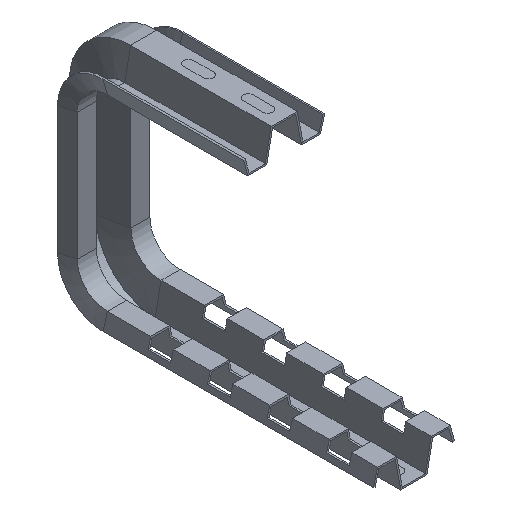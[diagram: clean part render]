
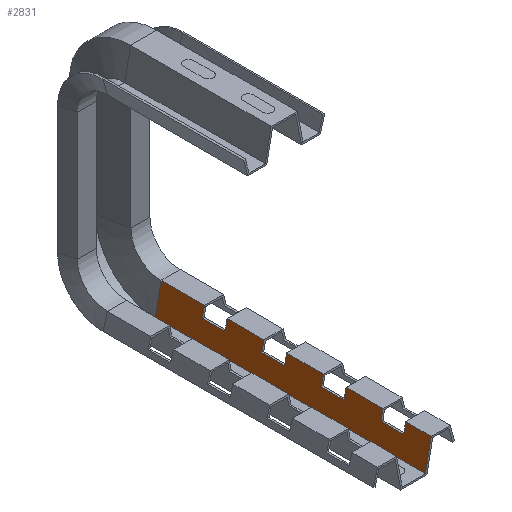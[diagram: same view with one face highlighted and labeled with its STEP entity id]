
A CAD part, isometric view. The second image highlights one B-rep face of the part: STEP entity #2831.
In plain terms, the highlighted planar face has unit normal (-0.982, 0, 0.191).
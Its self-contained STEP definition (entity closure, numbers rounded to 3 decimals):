
#105=FACE_OUTER_BOUND('',#251,.T.);
#251=EDGE_LOOP('',(#2101,#2102,#2103,#2104,#2105,#2106,#2107,#2108,#2109,
#2110,#2111,#2112,#2113,#2114,#2115,#2116,#2117,#2118,#2119,#2120));
#453=LINE('',#4080,#821);
#468=LINE('',#4108,#836);
#471=LINE('',#4114,#839);
#493=LINE('',#4160,#861);
#508=LINE('',#4188,#876);
#511=LINE('',#4194,#879);
#533=LINE('',#4240,#901);
#548=LINE('',#4268,#916);
#551=LINE('',#4274,#919);
#573=LINE('',#4320,#941);
#588=LINE('',#4348,#956);
#591=LINE('',#4354,#959);
#597=LINE('',#4364,#965);
#598=LINE('',#4366,#966);
#599=LINE('',#4368,#967);
#600=LINE('',#4370,#968);
#601=LINE('',#4372,#969);
#602=LINE('',#4373,#970);
#603=LINE('',#4374,#971);
#604=LINE('',#4375,#972);
#821=VECTOR('',#3268,1.);
#836=VECTOR('',#3291,1.);
#839=VECTOR('',#3296,1.);
#861=VECTOR('',#3324,1.);
#876=VECTOR('',#3347,1.);
#879=VECTOR('',#3352,1.);
#901=VECTOR('',#3380,1.);
#916=VECTOR('',#3403,1.);
#919=VECTOR('',#3408,1.);
#941=VECTOR('',#3436,1.);
#956=VECTOR('',#3459,1.);
#959=VECTOR('',#3464,1.);
#965=VECTOR('',#3472,1.);
#966=VECTOR('',#3473,1.);
#967=VECTOR('',#3474,1.);
#968=VECTOR('',#3475,1.);
#969=VECTOR('',#3476,1.);
#970=VECTOR('',#3477,1.);
#971=VECTOR('',#3478,1.);
#972=VECTOR('',#3479,1.);
#1205=VERTEX_POINT('',#4078);
#1206=VERTEX_POINT('',#4079);
#1215=VERTEX_POINT('',#4107);
#1217=VERTEX_POINT('',#4113);
#1237=VERTEX_POINT('',#4158);
#1238=VERTEX_POINT('',#4159);
#1247=VERTEX_POINT('',#4187);
#1249=VERTEX_POINT('',#4193);
#1269=VERTEX_POINT('',#4238);
#1270=VERTEX_POINT('',#4239);
#1279=VERTEX_POINT('',#4267);
#1281=VERTEX_POINT('',#4273);
#1301=VERTEX_POINT('',#4318);
#1302=VERTEX_POINT('',#4319);
#1311=VERTEX_POINT('',#4347);
#1313=VERTEX_POINT('',#4353);
#1317=VERTEX_POINT('',#4365);
#1318=VERTEX_POINT('',#4367);
#1319=VERTEX_POINT('',#4369);
#1320=VERTEX_POINT('',#4371);
#1493=EDGE_CURVE('',#1205,#1206,#453,.T.);
#1508=EDGE_CURVE('',#1215,#1205,#468,.T.);
#1511=EDGE_CURVE('',#1217,#1215,#471,.T.);
#1533=EDGE_CURVE('',#1237,#1238,#493,.T.);
#1548=EDGE_CURVE('',#1247,#1237,#508,.T.);
#1551=EDGE_CURVE('',#1249,#1247,#511,.T.);
#1573=EDGE_CURVE('',#1269,#1270,#533,.T.);
#1588=EDGE_CURVE('',#1279,#1269,#548,.T.);
#1591=EDGE_CURVE('',#1281,#1279,#551,.T.);
#1613=EDGE_CURVE('',#1301,#1302,#573,.T.);
#1628=EDGE_CURVE('',#1311,#1301,#588,.T.);
#1631=EDGE_CURVE('',#1313,#1311,#591,.T.);
#1637=EDGE_CURVE('',#1206,#1313,#597,.T.);
#1638=EDGE_CURVE('',#1302,#1317,#598,.T.);
#1639=EDGE_CURVE('',#1318,#1317,#599,.T.);
#1640=EDGE_CURVE('',#1319,#1318,#600,.T.);
#1641=EDGE_CURVE('',#1320,#1319,#601,.T.);
#1642=EDGE_CURVE('',#1320,#1249,#602,.T.);
#1643=EDGE_CURVE('',#1238,#1281,#603,.T.);
#1644=EDGE_CURVE('',#1270,#1217,#604,.T.);
#2101=ORIENTED_EDGE('',*,*,#1511,.T.);
#2102=ORIENTED_EDGE('',*,*,#1508,.T.);
#2103=ORIENTED_EDGE('',*,*,#1493,.T.);
#2104=ORIENTED_EDGE('',*,*,#1637,.T.);
#2105=ORIENTED_EDGE('',*,*,#1631,.T.);
#2106=ORIENTED_EDGE('',*,*,#1628,.T.);
#2107=ORIENTED_EDGE('',*,*,#1613,.T.);
#2108=ORIENTED_EDGE('',*,*,#1638,.T.);
#2109=ORIENTED_EDGE('',*,*,#1639,.F.);
#2110=ORIENTED_EDGE('',*,*,#1640,.F.);
#2111=ORIENTED_EDGE('',*,*,#1641,.F.);
#2112=ORIENTED_EDGE('',*,*,#1642,.T.);
#2113=ORIENTED_EDGE('',*,*,#1551,.T.);
#2114=ORIENTED_EDGE('',*,*,#1548,.T.);
#2115=ORIENTED_EDGE('',*,*,#1533,.T.);
#2116=ORIENTED_EDGE('',*,*,#1643,.T.);
#2117=ORIENTED_EDGE('',*,*,#1591,.T.);
#2118=ORIENTED_EDGE('',*,*,#1588,.T.);
#2119=ORIENTED_EDGE('',*,*,#1573,.T.);
#2120=ORIENTED_EDGE('',*,*,#1644,.T.);
#2717=PLANE('',#3026);
#2831=ADVANCED_FACE('',(#105),#2717,.T.);
#3026=AXIS2_PLACEMENT_3D('',#4363,#3470,#3471);
#3268=DIRECTION('',(0.191,0.,0.982));
#3291=DIRECTION('',(0.,1.,0.));
#3296=DIRECTION('',(-0.191,0.,-0.982));
#3324=DIRECTION('',(0.191,0.,0.982));
#3347=DIRECTION('',(0.,1.,0.));
#3352=DIRECTION('',(-0.191,0.,-0.982));
#3380=DIRECTION('',(0.191,0.,0.982));
#3403=DIRECTION('',(0.,1.,0.));
#3408=DIRECTION('',(-0.191,0.,-0.982));
#3436=DIRECTION('',(0.191,0.,0.982));
#3459=DIRECTION('',(0.,1.,0.));
#3464=DIRECTION('',(-0.191,0.,-0.982));
#3470=DIRECTION('center_axis',(-0.982,0.,
0.191));
#3471=DIRECTION('ref_axis',(0.191,0.,0.982));
#3472=DIRECTION('',(0.,1.,0.));
#3473=DIRECTION('',(0.,1.,0.));
#3474=DIRECTION('',(0.191,0.,0.982));
#3475=DIRECTION('',(0.,1.,0.));
#3476=DIRECTION('',(-0.191,0.,-0.982));
#3477=DIRECTION('',(0.,1.,0.));
#3478=DIRECTION('',(0.,1.,0.));
#3479=DIRECTION('',(0.,1.,0.));
#4078=CARTESIAN_POINT('',(78.078,200.564,4.916));
#4079=CARTESIAN_POINT('',(79.732,200.564,13.428));
#4080=CARTESIAN_POINT('',(76.942,200.564,-0.926));
#4107=CARTESIAN_POINT('',(78.078,181.564,4.916));
#4108=CARTESIAN_POINT('',(78.078,125.564,4.916));
#4113=CARTESIAN_POINT('',(79.732,181.564,13.428));
#4114=CARTESIAN_POINT('',(75.588,181.564,-7.895));
#4158=CARTESIAN_POINT('',(78.078,100.564,4.916));
#4159=CARTESIAN_POINT('',(79.732,100.564,13.428));
#4160=CARTESIAN_POINT('',(76.942,100.564,-0.926));
#4187=CARTESIAN_POINT('',(78.078,81.564,4.916));
#4188=CARTESIAN_POINT('',(78.078,75.564,4.916));
#4193=CARTESIAN_POINT('',(79.732,81.564,13.428));
#4194=CARTESIAN_POINT('',(75.588,81.564,-7.895));
#4238=CARTESIAN_POINT('',(78.078,150.564,4.916));
#4239=CARTESIAN_POINT('',(79.732,150.564,13.428));
#4240=CARTESIAN_POINT('',(76.942,150.564,-0.926));
#4267=CARTESIAN_POINT('',(78.078,131.564,4.916));
#4268=CARTESIAN_POINT('',(78.078,100.564,4.916));
#4273=CARTESIAN_POINT('',(79.732,131.564,13.428));
#4274=CARTESIAN_POINT('',(75.588,131.564,-7.895));
#4318=CARTESIAN_POINT('',(78.078,250.564,4.916));
#4319=CARTESIAN_POINT('',(79.732,250.564,13.428));
#4320=CARTESIAN_POINT('',(76.942,250.564,-0.926));
#4347=CARTESIAN_POINT('',(78.078,231.564,4.916));
#4348=CARTESIAN_POINT('',(78.078,150.564,4.916));
#4353=CARTESIAN_POINT('',(79.732,231.564,13.428));
#4354=CARTESIAN_POINT('',(75.588,231.564,-7.895));
#4363=CARTESIAN_POINT('Origin',(74.921,60.064,-11.322));
#4364=CARTESIAN_POINT('',(79.732,60.064,13.428));
#4365=CARTESIAN_POINT('',(79.732,287.064,13.428));
#4366=CARTESIAN_POINT('',(79.732,60.064,13.428));
#4367=CARTESIAN_POINT('',(74.921,287.064,-11.322));
#4368=CARTESIAN_POINT('',(79.732,287.064,13.428));
#4369=CARTESIAN_POINT('',(74.921,60.064,-11.322));
#4370=CARTESIAN_POINT('',(74.921,60.064,-11.322));
#4371=CARTESIAN_POINT('',(79.732,60.064,13.428));
#4372=CARTESIAN_POINT('',(79.732,60.064,13.428));
#4373=CARTESIAN_POINT('',(79.732,60.064,13.428));
#4374=CARTESIAN_POINT('',(79.732,60.064,13.428));
#4375=CARTESIAN_POINT('',(79.732,60.064,13.428));
